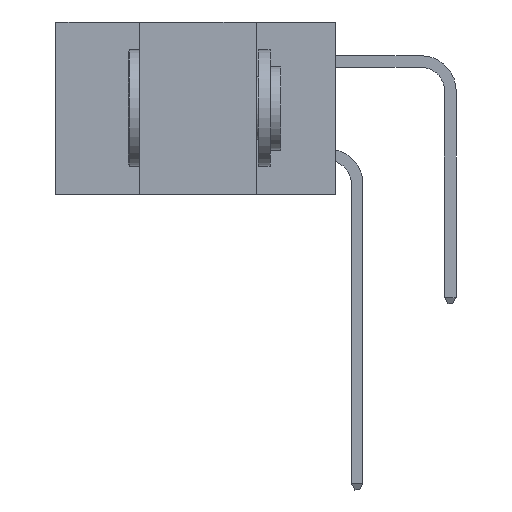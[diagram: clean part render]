
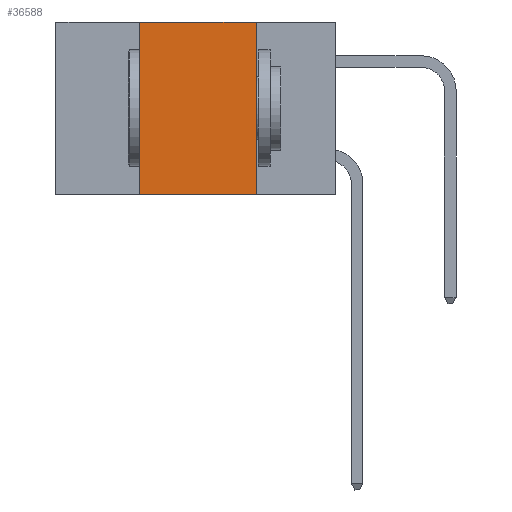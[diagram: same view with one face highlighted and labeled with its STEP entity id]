
A CAD part, left-side view. The second image highlights one B-rep face of the part: STEP entity #36588.
In plain terms, the highlighted planar face has unit normal (-1, 0, 0).
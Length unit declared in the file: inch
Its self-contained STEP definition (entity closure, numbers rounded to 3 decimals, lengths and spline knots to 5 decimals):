
#169 = CARTESIAN_POINT ( 'NONE',  ( 0., 0.6, 0. ) ) ;
#561 = CARTESIAN_POINT ( 'NONE',  ( 0., 0.6, -0.37 ) ) ;
#623 = DIRECTION ( 'NONE',  ( 0., 0., -1. ) ) ;
#1487 = LINE ( 'NONE', #561, #8506 ) ;
#1759 = CARTESIAN_POINT ( 'NONE',  ( 0., 0.42, 0. ) ) ;
#3244 = DIRECTION ( 'NONE',  ( 0., -1., 0. ) ) ;
#3557 = CARTESIAN_POINT ( 'NONE',  ( 0., 0.17, -0.37 ) ) ;
#4387 = LINE ( 'NONE', #35794, #12210 ) ;
#4444 = EDGE_CURVE ( 'NONE', #31840, #16954, #4387, .T. ) ;
#7842 = ORIENTED_EDGE ( 'NONE', *, *, #28414, .F. ) ;
#8506 = VECTOR ( 'NONE', #24029, 39.37008 ) ;
#9727 = CARTESIAN_POINT ( 'NONE',  ( 0., 0.6, 0. ) ) ;
#10100 = VECTOR ( 'NONE', #3244, 39.37008 ) ;
#10190 = DIRECTION ( 'NONE',  ( 0., 0., 1. ) ) ;
#12210 = VECTOR ( 'NONE', #10190, 39.37008 ) ;
#12657 = DIRECTION ( 'NONE',  ( 1., 0., 0. ) ) ;
#12675 = VERTEX_POINT ( 'NONE', #3557 ) ;
#13385 = ORIENTED_EDGE ( 'NONE', *, *, #18178, .T. ) ;
#15413 = CARTESIAN_POINT ( 'NONE',  ( 0., 0.17, 0. ) ) ;
#15753 = CARTESIAN_POINT ( 'NONE',  ( 0., 0.17, 0. ) ) ;
#16954 = VERTEX_POINT ( 'NONE', #1759 ) ;
#17318 = CARTESIAN_POINT ( 'NONE',  ( 0., 0.42, -0.37 ) ) ;
#18178 = EDGE_CURVE ( 'NONE', #31840, #12675, #1487, .T. ) ;
#20289 = VERTEX_POINT ( 'NONE', #15753 ) ;
#20444 = FACE_OUTER_BOUND ( 'NONE', #33379, .T. ) ;
#24029 = DIRECTION ( 'NONE',  ( 0., -1., 0. ) ) ;
#25082 = ORIENTED_EDGE ( 'NONE', *, *, #34638, .F. ) ;
#25961 = ORIENTED_EDGE ( 'NONE', *, *, #4444, .F. ) ;
#26990 = PLANE ( 'NONE',  #35109 ) ;
#28414 = EDGE_CURVE ( 'NONE', #20289, #12675, #30228, .T. ) ;
#30228 = LINE ( 'NONE', #15413, #36802 ) ;
#31840 = VERTEX_POINT ( 'NONE', #17318 ) ;
#32567 = DIRECTION ( 'NONE',  ( 0., 0., -1. ) ) ;
#32843 = LINE ( 'NONE', #169, #10100 ) ;
#33379 = EDGE_LOOP ( 'NONE', ( #7842, #25082, #25961, #13385 ) ) ;
#34638 = EDGE_CURVE ( 'NONE', #16954, #20289, #32843, .T. ) ;
#35109 = AXIS2_PLACEMENT_3D ( 'NONE', #9727, #12657, #32567 ) ;
#35794 = CARTESIAN_POINT ( 'NONE',  ( 0., 0.42, 0. ) ) ;
#36588 = ADVANCED_FACE ( 'NONE', ( #20444 ), #26990, .F. ) ;
#36802 = VECTOR ( 'NONE', #623, 39.37008 ) ;
